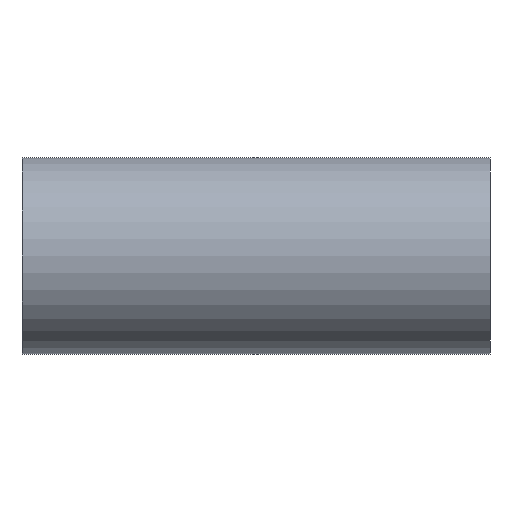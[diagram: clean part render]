
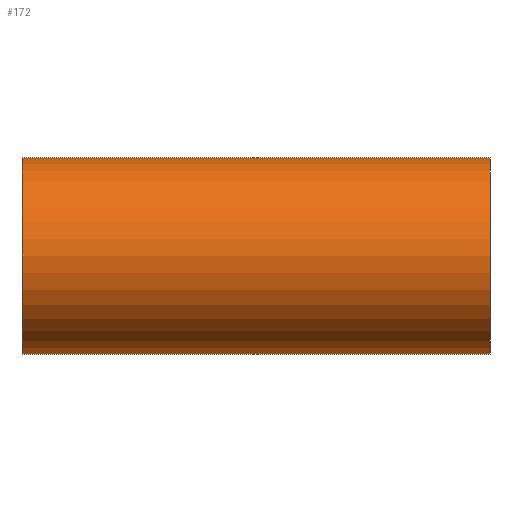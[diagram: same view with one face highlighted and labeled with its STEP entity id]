
A CAD part, front view. The second image highlights one B-rep face of the part: STEP entity #172.
In plain terms, the highlighted cylindrical face has radius 8.25 mm (diameter 16.5 mm), a full revolution.
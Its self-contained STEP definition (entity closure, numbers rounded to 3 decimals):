
#15=ELLIPSE($,#198,11.667,8.25);
#16=ELLIPSE($,#199,11.667,8.25);
#38=FACE_BOUND($,#72,.T.);
#39=FACE_BOUND($,#73,.T.);
#40=FACE_BOUND($,#74,.T.);
#72=EDGE_LOOP($,(#147,#148));
#73=EDGE_LOOP($,(#149));
#74=EDGE_LOOP($,(#150));
#89=CIRCLE($,#203,8.25);
#90=CIRCLE($,#204,8.25);
#102=VERTEX_POINT($,#299);
#103=VERTEX_POINT($,#300);
#105=VERTEX_POINT($,#307);
#106=VERTEX_POINT($,#309);
#118=EDGE_CURVE($,#102,#103,#15,.T.);
#119=EDGE_CURVE($,#103,#102,#16,.T.);
#121=EDGE_CURVE($,#105,#105,#89,.T.);
#122=EDGE_CURVE($,#106,#106,#90,.T.);
#147=ORIENTED_EDGE($,*,*,#119,.T.);
#148=ORIENTED_EDGE($,*,*,#118,.T.);
#149=ORIENTED_EDGE($,*,*,#121,.F.);
#150=ORIENTED_EDGE($,*,*,#122,.F.);
#161=CYLINDRICAL_SURFACE($,#202,8.25);
#172=ADVANCED_FACE($,(#38,#39,#40),#161,.T.);
#198=AXIS2_PLACEMENT_3D($,#301,#249,#250);
#199=AXIS2_PLACEMENT_3D($,#302,#251,#252);
#202=AXIS2_PLACEMENT_3D($,#306,#257,#258);
#203=AXIS2_PLACEMENT_3D($,#308,#259,#260);
#204=AXIS2_PLACEMENT_3D($,#310,#261,#262);
#249=DIRECTION('center_axis',(-0.707,-0.707,0.));
#250=DIRECTION('ref_axis',(0.707,-0.707,0.));
#251=DIRECTION('center_axis',(0.707,-0.707,0.));
#252=DIRECTION('ref_axis',(0.707,0.707,0.));
#257=DIRECTION('center_axis',(1.,0.,0.));
#258=DIRECTION('ref_axis',(0.,-1.,0.));
#259=DIRECTION('center_axis',(1.,0.,0.));
#260=DIRECTION('ref_axis',(0.,-1.,0.));
#261=DIRECTION('center_axis',(-1.,0.,0.));
#262=DIRECTION('ref_axis',(0.,-1.,0.));
#299=CARTESIAN_POINT('',(19.65,0.,8.25));
#300=CARTESIAN_POINT('',(19.65,0.,-8.25));
#301=CARTESIAN_POINT('Origin',(19.65,0.,0.));
#302=CARTESIAN_POINT('Origin',(19.65,0.,0.));
#306=CARTESIAN_POINT('Origin',(0.,0.,0.));
#307=CARTESIAN_POINT('',(39.3,8.25,0.));
#308=CARTESIAN_POINT('Origin',(39.3,0.,0.));
#309=CARTESIAN_POINT('',(0.,8.25,0.));
#310=CARTESIAN_POINT('Origin',(0.,0.,0.));
